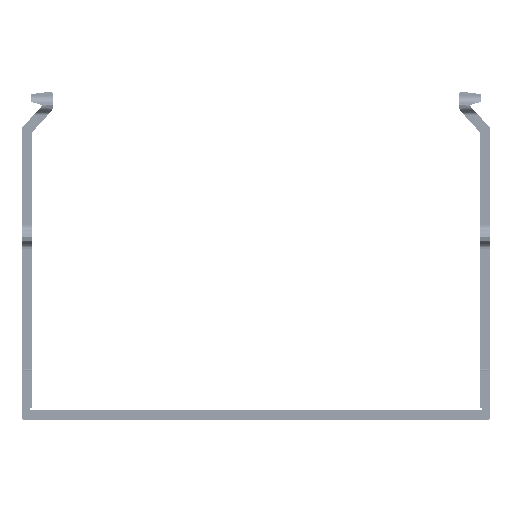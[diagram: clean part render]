
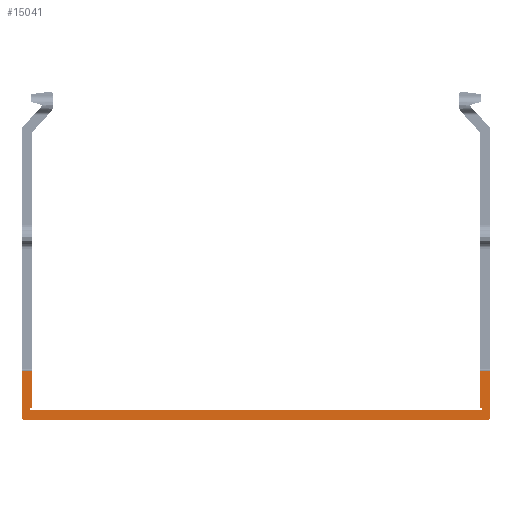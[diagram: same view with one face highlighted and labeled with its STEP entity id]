
A CAD part, left-side view. The second image highlights one B-rep face of the part: STEP entity #15041.
In plain terms, the highlighted planar face has unit normal (-1, 0, 0).
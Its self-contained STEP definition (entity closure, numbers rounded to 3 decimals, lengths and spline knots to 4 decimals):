
#10859=PLANE('',#191146);
#15041=ADVANCED_FACE('',(#30377),#10859,.T.);
#30377=FACE_OUTER_BOUND('',#40027,.T.);
#40027=EDGE_LOOP('',(#54165,#54166,#54167,#54168,#54169,#54170,#54171,#54172,
#54173,#54174,#54175,#54176,#54177,#54178));
#49741=CIRCLE('',#191144,0.03);
#49742=CIRCLE('',#191145,0.03);
#54165=ORIENTED_EDGE('',*,*,#131001,.T.);
#54166=ORIENTED_EDGE('',*,*,#131002,.F.);
#54167=ORIENTED_EDGE('',*,*,#131003,.F.);
#54168=ORIENTED_EDGE('',*,*,#131004,.T.);
#54169=ORIENTED_EDGE('',*,*,#131005,.F.);
#54170=ORIENTED_EDGE('',*,*,#131006,.T.);
#54171=ORIENTED_EDGE('',*,*,#131007,.T.);
#54172=ORIENTED_EDGE('',*,*,#131008,.F.);
#54173=ORIENTED_EDGE('',*,*,#131009,.T.);
#54174=ORIENTED_EDGE('',*,*,#131010,.F.);
#54175=ORIENTED_EDGE('',*,*,#131011,.F.);
#54176=ORIENTED_EDGE('',*,*,#131012,.T.);
#54177=ORIENTED_EDGE('',*,*,#131013,.T.);
#54178=ORIENTED_EDGE('',*,*,#131014,.F.);
#111337=VERTEX_POINT('',#274704);
#111338=VERTEX_POINT('',#274705);
#111339=VERTEX_POINT('',#274707);
#111340=VERTEX_POINT('',#274709);
#111341=VERTEX_POINT('',#274711);
#111342=VERTEX_POINT('',#274713);
#111343=VERTEX_POINT('',#274715);
#111344=VERTEX_POINT('',#274717);
#111345=VERTEX_POINT('',#274719);
#111346=VERTEX_POINT('',#274721);
#111347=VERTEX_POINT('',#274723);
#111348=VERTEX_POINT('',#274725);
#111349=VERTEX_POINT('',#274727);
#111350=VERTEX_POINT('',#274729);
#131001=EDGE_CURVE('',#111337,#111338,#159103,.T.);
#131002=EDGE_CURVE('',#111339,#111338,#159104,.T.);
#131003=EDGE_CURVE('',#111340,#111339,#159105,.T.);
#131004=EDGE_CURVE('',#111340,#111341,#159106,.T.);
#131005=EDGE_CURVE('',#111342,#111341,#159107,.T.);
#131006=EDGE_CURVE('',#111342,#111343,#159108,.T.);
#131007=EDGE_CURVE('',#111343,#111344,#159109,.T.);
#131008=EDGE_CURVE('',#111345,#111344,#49741,.T.);
#131009=EDGE_CURVE('',#111345,#111346,#159110,.T.);
#131010=EDGE_CURVE('',#111347,#111346,#49742,.T.);
#131011=EDGE_CURVE('',#111348,#111347,#159111,.T.);
#131012=EDGE_CURVE('',#111348,#111349,#159112,.T.);
#131013=EDGE_CURVE('',#111349,#111350,#159113,.T.);
#131014=EDGE_CURVE('',#111337,#111350,#159114,.T.);
#159103=LINE('',#274703,#174957);
#159104=LINE('',#274706,#174958);
#159105=LINE('',#274708,#174959);
#159106=LINE('',#274710,#174960);
#159107=LINE('',#274712,#174961);
#159108=LINE('',#274714,#174962);
#159109=LINE('',#274716,#174963);
#159110=LINE('',#274720,#174964);
#159111=LINE('',#274724,#174965);
#159112=LINE('',#274726,#174966);
#159113=LINE('',#274728,#174967);
#159114=LINE('',#274730,#174968);
#174957=VECTOR('',#213962,1.);
#174958=VECTOR('',#213963,1.);
#174959=VECTOR('',#213964,1.);
#174960=VECTOR('',#213965,1.);
#174961=VECTOR('',#213966,1.);
#174962=VECTOR('',#213967,1.);
#174963=VECTOR('',#213968,1.);
#174964=VECTOR('',#213971,1.);
#174965=VECTOR('',#213974,1.);
#174966=VECTOR('',#213975,1.);
#174967=VECTOR('',#213976,1.);
#174968=VECTOR('',#213977,1.);
#191144=AXIS2_PLACEMENT_3D('',#274718,#213969,#213970);
#191145=AXIS2_PLACEMENT_3D('',#274722,#213972,#213973);
#191146=AXIS2_PLACEMENT_3D('',#274731,#213978,#213979);
#213962=DIRECTION('',(0.,-0.049,-0.999));
#213963=DIRECTION('',(0.,-1.,0.));
#213964=DIRECTION('',(0.,0.049,-0.999));
#213965=DIRECTION('',(0.,-0.999,-0.049));
#213966=DIRECTION('',(0.,0.,-1.));
#213967=DIRECTION('',(0.,1.,0.));
#213968=DIRECTION('',(0.,0.,-1.));
#213969=DIRECTION('',(1.,0.,0.));
#213970=DIRECTION('',(0.,1.,0.));
#213971=DIRECTION('',(0.,-1.,0.));
#213972=DIRECTION('',(1.,0.,0.));
#213973=DIRECTION('',(0.,1.,0.));
#213974=DIRECTION('',(0.,0.,-1.));
#213975=DIRECTION('',(0.,1.,0.));
#213976=DIRECTION('',(0.,0.,-1.));
#213977=DIRECTION('',(0.,0.999,-0.049));
#213978=DIRECTION('',(-1.,0.,0.));
#213979=DIRECTION('',(0.,0.,1.));
#274703=CARTESIAN_POINT('',(0.,-2.0608,0.1121));
#274704=CARTESIAN_POINT('',(0.,-2.0608,0.1121));
#274705=CARTESIAN_POINT('',(0.,-2.0616,0.095));
#274706=CARTESIAN_POINT('',(0.,2.0616,0.095));
#274707=CARTESIAN_POINT('',(0.,2.0616,0.095));
#274708=CARTESIAN_POINT('',(0.,2.0608,0.1121));
#274709=CARTESIAN_POINT('',(0.,2.0608,0.1121));
#274710=CARTESIAN_POINT('',(0.,2.0608,0.1121));
#274711=CARTESIAN_POINT('',(0.,2.0378,0.111));
#274712=CARTESIAN_POINT('',(0.,2.0382,2.6124));
#274713=CARTESIAN_POINT('',(0.,2.0379,0.4529));
#274714=CARTESIAN_POINT('',(0.,-2.0082,0.4529));
#274715=CARTESIAN_POINT('',(0.,2.131,0.4529));
#274716=CARTESIAN_POINT('',(0.,2.1313,2.653));
#274717=CARTESIAN_POINT('',(0.,2.1309,0.03));
#274718=CARTESIAN_POINT('',(0.,2.1009,0.03));
#274719=CARTESIAN_POINT('',(0.,2.1009,0.));
#274720=CARTESIAN_POINT('',(0.,2.1009,0.));
#274721=CARTESIAN_POINT('',(0.,-2.1009,0.));
#274722=CARTESIAN_POINT('',(0.,-2.1009,0.03));
#274723=CARTESIAN_POINT('',(0.,-2.1309,0.03));
#274724=CARTESIAN_POINT('',(0.,-2.1313,2.653));
#274725=CARTESIAN_POINT('',(0.,-2.131,0.4529));
#274726=CARTESIAN_POINT('',(0.,-2.0082,0.4529));
#274727=CARTESIAN_POINT('',(0.,-2.0379,0.4529));
#274728=CARTESIAN_POINT('',(0.,-2.0382,2.6124));
#274729=CARTESIAN_POINT('',(0.,-2.0378,0.111));
#274730=CARTESIAN_POINT('',(0.,-2.0608,0.1121));
#274731=CARTESIAN_POINT('',(0.,-2.0082,2.6124));
